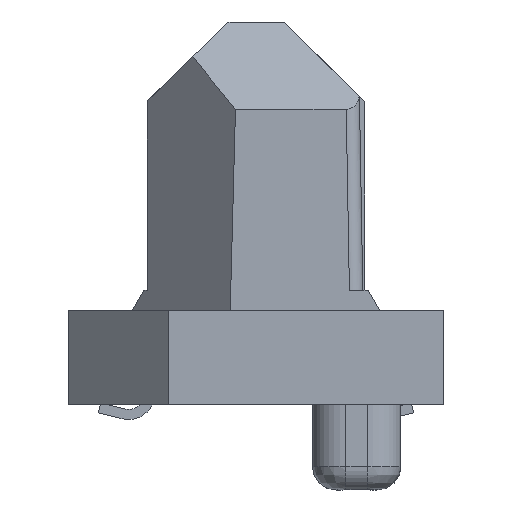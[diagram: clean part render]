
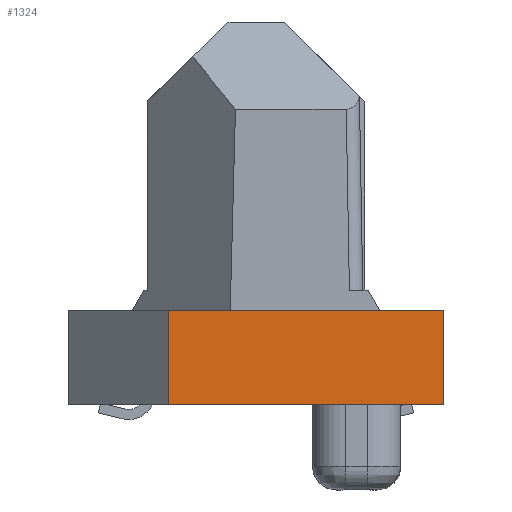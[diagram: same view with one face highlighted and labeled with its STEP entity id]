
A CAD part, left-side view. The second image highlights one B-rep face of the part: STEP entity #1324.
In plain terms, the highlighted planar face has unit normal (-1, 0, 0).
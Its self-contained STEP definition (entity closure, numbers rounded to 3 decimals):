
#35=CARTESIAN_POINT('',(-11.,1.3,0.));
#36=VERTEX_POINT('',#35);
#53=CARTESIAN_POINT('',(-11.,1.3,-1.405));
#54=VERTEX_POINT('',#53);
#61=CARTESIAN_POINT('',(-11.,1.3,0.));
#62=DIRECTION('',(0.,0.,-1.));
#63=VECTOR('',#62,1.405);
#64=LINE('',#61,#63);
#65=EDGE_CURVE('',#36,#54,#64,.T.);
#1277=CARTESIAN_POINT('',(-11.,-2.8,0.));
#1278=VERTEX_POINT('',#1277);
#1285=CARTESIAN_POINT('',(-11.,-2.8,-1.405));
#1286=VERTEX_POINT('',#1285);
#1287=CARTESIAN_POINT('',(-11.,-2.8,-1.405));
#1288=DIRECTION('',(0.,0.,1.));
#1289=VECTOR('',#1288,1.405);
#1290=LINE('',#1287,#1289);
#1291=EDGE_CURVE('',#1286,#1278,#1290,.T.);
#1303=CARTESIAN_POINT('',(-11.,-0.74,-0.703));
#1304=DIRECTION('',(0.,-1.,0.));
#1305=DIRECTION('',(-1.,0.,0.));
#1306=AXIS2_PLACEMENT_3D('',#1303,#1305,#1304);
#1307=PLANE('',#1306);
#1308=CARTESIAN_POINT('',(-11.,-2.8,0.));
#1309=DIRECTION('',(0.,1.,0.));
#1310=VECTOR('',#1309,4.1);
#1311=LINE('',#1308,#1310);
#1312=EDGE_CURVE('',#1278,#36,#1311,.T.);
#1313=ORIENTED_EDGE('',*,*,#1312,.T.);
#1314=ORIENTED_EDGE('',*,*,#65,.T.);
#1315=CARTESIAN_POINT('',(-11.,1.3,-1.405));
#1316=DIRECTION('',(0.,-1.,0.));
#1317=VECTOR('',#1316,4.1);
#1318=LINE('',#1315,#1317);
#1319=EDGE_CURVE('',#54,#1286,#1318,.T.);
#1320=ORIENTED_EDGE('',*,*,#1319,.T.);
#1321=ORIENTED_EDGE('',*,*,#1291,.T.);
#1322=EDGE_LOOP('',(#1313,#1314,#1320,#1321));
#1323=FACE_OUTER_BOUND('',#1322,.T.);
#1324=ADVANCED_FACE('',(#1323),#1307,.T.);
